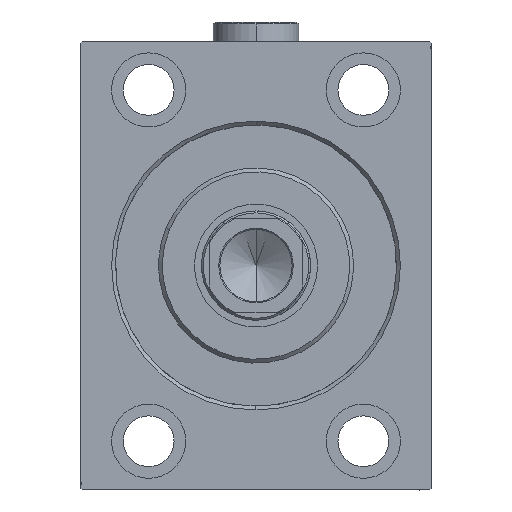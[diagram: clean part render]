
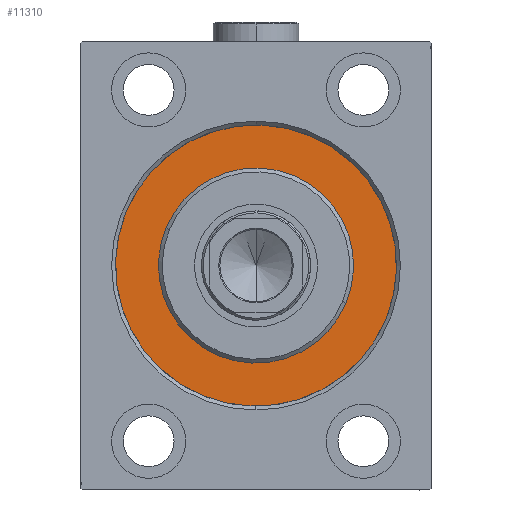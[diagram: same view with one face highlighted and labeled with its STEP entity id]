
A CAD part, left-side view. The second image highlights one B-rep face of the part: STEP entity #11310.
In plain terms, the highlighted face is planar.
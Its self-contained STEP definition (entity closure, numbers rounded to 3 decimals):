
#1272 = EDGE_CURVE ( 'NONE', #44545, #10574, #39831, .T. ) ;
#1736 = DIRECTION ( 'NONE',  ( 0., 0., -1. ) ) ;
#3131 = FACE_BOUND ( 'NONE', #35224, .T. ) ;
#3641 = AXIS2_PLACEMENT_3D ( 'NONE', #5875, #30956, #30729 ) ;
#3783 = CARTESIAN_POINT ( 'NONE',  ( 0., 0., 0. ) ) ;
#5052 = VERTEX_POINT ( 'NONE', #27895 ) ;
#5155 = CARTESIAN_POINT ( 'NONE',  ( 0., 0., 0. ) ) ;
#5875 = CARTESIAN_POINT ( 'NONE',  ( 0., 0., 0. ) ) ;
#6992 = EDGE_CURVE ( 'NONE', #16423, #5052, #7933, .T. ) ;
#7194 = ORIENTED_EDGE ( 'NONE', *, *, #35829, .F. ) ;
#7657 = CARTESIAN_POINT ( 'NONE',  ( 0., 0., -36. ) ) ;
#7933 = CIRCLE ( 'NONE', #32687, 25. ) ;
#7983 = CARTESIAN_POINT ( 'NONE',  ( 0., 0., -25. ) ) ;
#9041 = AXIS2_PLACEMENT_3D ( 'NONE', #5155, #19067, #1736 ) ;
#10407 = DIRECTION ( 'NONE',  ( 0., 0., -1. ) ) ;
#10515 = CIRCLE ( 'NONE', #9041, 25. ) ;
#10574 = VERTEX_POINT ( 'NONE', #23748 ) ;
#10603 = EDGE_LOOP ( 'NONE', ( #30929, #42815 ) ) ;
#11310 = ADVANCED_FACE ( 'NONE', ( #3131, #13854 ), #13412, .F. ) ;
#12481 = DIRECTION ( 'NONE',  ( 0., 0., 1. ) ) ;
#13412 = PLANE ( 'NONE',  #3641 ) ;
#13854 = FACE_OUTER_BOUND ( 'NONE', #10603, .T. ) ;
#16423 = VERTEX_POINT ( 'NONE', #7983 ) ;
#16586 = DIRECTION ( 'NONE',  ( -1., 0., 0. ) ) ;
#19067 = DIRECTION ( 'NONE',  ( 1., 0., 0. ) ) ;
#19459 = CIRCLE ( 'NONE', #42077, 36. ) ;
#22914 = CARTESIAN_POINT ( 'NONE',  ( 0., 0., 0. ) ) ;
#23748 = CARTESIAN_POINT ( 'NONE',  ( 0., 0., 36. ) ) ;
#23829 = DIRECTION ( 'NONE',  ( 0., 0., 1. ) ) ;
#26603 = CARTESIAN_POINT ( 'NONE',  ( 0., 0., 0. ) ) ;
#27895 = CARTESIAN_POINT ( 'NONE',  ( 0., 0., 25. ) ) ;
#30729 = DIRECTION ( 'NONE',  ( 0., 0., 1. ) ) ;
#30929 = ORIENTED_EDGE ( 'NONE', *, *, #1272, .F. ) ;
#30956 = DIRECTION ( 'NONE',  ( -1., 0., 0. ) ) ;
#32687 = AXIS2_PLACEMENT_3D ( 'NONE', #3783, #41669, #10407 ) ;
#32741 = DIRECTION ( 'NONE',  ( -1., 0., 0. ) ) ;
#35224 = EDGE_LOOP ( 'NONE', ( #7194, #43551 ) ) ;
#35405 = AXIS2_PLACEMENT_3D ( 'NONE', #26603, #16586, #12481 ) ;
#35829 = EDGE_CURVE ( 'NONE', #5052, #16423, #10515, .T. ) ;
#39831 = CIRCLE ( 'NONE', #35405, 36. ) ;
#41669 = DIRECTION ( 'NONE',  ( 1., 0., 0. ) ) ;
#42077 = AXIS2_PLACEMENT_3D ( 'NONE', #22914, #32741, #23829 ) ;
#42815 = ORIENTED_EDGE ( 'NONE', *, *, #44689, .F. ) ;
#43551 = ORIENTED_EDGE ( 'NONE', *, *, #6992, .F. ) ;
#44545 = VERTEX_POINT ( 'NONE', #7657 ) ;
#44689 = EDGE_CURVE ( 'NONE', #10574, #44545, #19459, .T. ) ;
